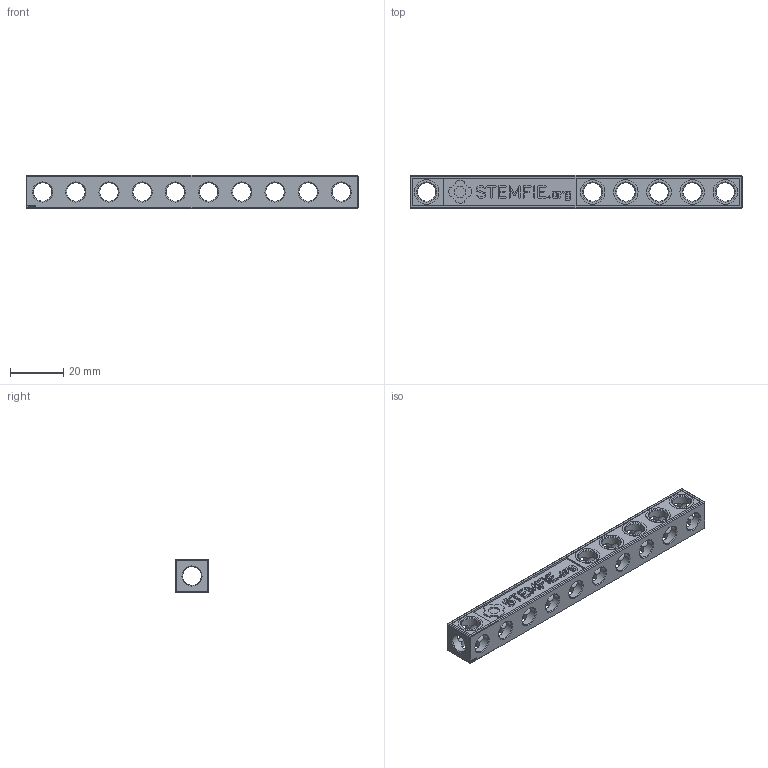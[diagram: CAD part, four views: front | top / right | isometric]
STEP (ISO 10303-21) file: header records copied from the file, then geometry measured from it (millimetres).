
FILE_DESCRIPTION(('FreeCAD Model'),'2;1');
FILE_NAME('Open CASCADE Shape Model','2023-11-10T18:40:29',(''),(''), 'Open CASCADE STEP processor 7.6','FreeCAD','Unknown');
FILE_SCHEMA(('AUTOMOTIVE_DESIGN { 1 0 10303 214 1 1 1 1 }'));
Products named in the file (1): Sign URL BEM STR ESS BU10x01x01 - SPN-SGN-0016 (stemfie.org)
Bounding box: 125 x 12.5 x 12.5 mm (x, y, z)
Volume: 9697.9 mm3; surface area: 9252 mm2
Topology: 1 solids, 1 shells, 778 faces, 2279 edges, 1520 vertices
Faces by surface type: plane 553, extrusion 130, cylinder 57, cone 38
Full cylindrical faces by diameter (mm): 7 x51, 9.2 x6
Entity records: 58641 total; most frequent: CARTESIAN_POINT 14422, DIRECTION 7586, VECTOR 5641, LINE 5511, ORIENTED_EDGE 4558, PCURVE 4558, DEFINITIONAL_REPRESENTATION 4558, EDGE_CURVE 2279
